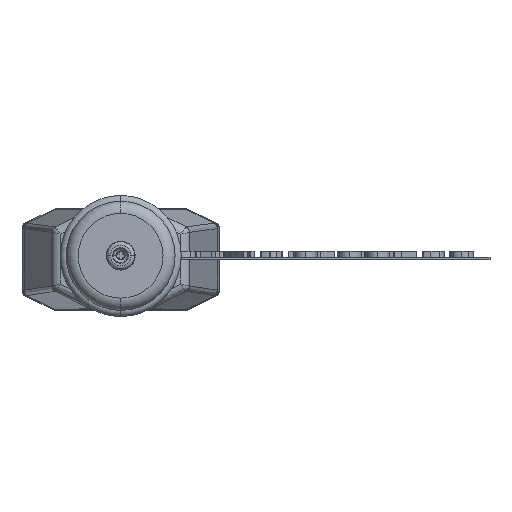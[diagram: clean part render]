
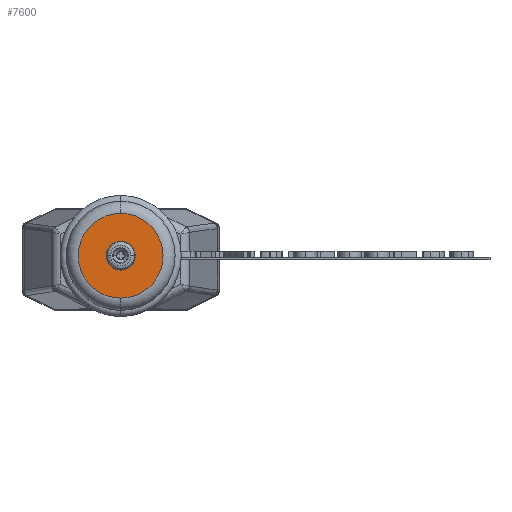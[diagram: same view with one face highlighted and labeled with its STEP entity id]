
A CAD part, top view. The second image highlights one B-rep face of the part: STEP entity #7600.
In plain terms, the highlighted planar face has unit normal (0, 0, 1).
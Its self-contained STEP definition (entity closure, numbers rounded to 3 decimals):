
#1181 = EDGE_CURVE ( 'NONE', #25418, #38259, #39558, .T. ) ;
#1320 = EDGE_CURVE ( 'NONE', #48725, #26865, #2834, .T. ) ;
#1477 = CARTESIAN_POINT ( 'NONE',  ( -3.5, 0., 0. ) ) ;
#2834 = CIRCLE ( 'NONE', #39045, 1.175 ) ;
#4122 = CARTESIAN_POINT ( 'NONE',  ( 1.175, 0., 0. ) ) ;
#4139 = DIRECTION ( 'NONE',  ( 0., 0., -1. ) ) ;
#4638 = ORIENTED_EDGE ( 'NONE', *, *, #1320, .F. ) ;
#7600 = ADVANCED_FACE ( 'NONE', ( #38222, #17545 ), #35025, .F. ) ;
#7796 = AXIS2_PLACEMENT_3D ( 'NONE', #44794, #21511, #48744 ) ;
#8403 = EDGE_CURVE ( 'NONE', #26865, #48725, #13148, .T. ) ;
#9347 = CARTESIAN_POINT ( 'NONE',  ( 0., 0., 0. ) ) ;
#11252 = ORIENTED_EDGE ( 'NONE', *, *, #8403, .F. ) ;
#11641 = ORIENTED_EDGE ( 'NONE', *, *, #30951, .T. ) ;
#13148 = CIRCLE ( 'NONE', #22981, 1.175 ) ;
#13222 = DIRECTION ( 'NONE',  ( 1., 0., 0. ) ) ;
#16115 = CARTESIAN_POINT ( 'NONE',  ( 0., 0., 0. ) ) ;
#16123 = CARTESIAN_POINT ( 'NONE',  ( -1.175, 0., 0. ) ) ;
#17545 = FACE_OUTER_BOUND ( 'NONE', #48083, .T. ) ;
#17549 = AXIS2_PLACEMENT_3D ( 'NONE', #16115, #43313, #20024 ) ;
#18726 = CARTESIAN_POINT ( 'NONE',  ( 0., 0., 0. ) ) ;
#20024 = DIRECTION ( 'NONE',  ( 1., 0., 0. ) ) ;
#21511 = DIRECTION ( 'NONE',  ( 0., 0., 1. ) ) ;
#21669 = AXIS2_PLACEMENT_3D ( 'NONE', #27362, #4139, #31286 ) ;
#22671 = DIRECTION ( 'NONE',  ( 1., 0., 0. ) ) ;
#22981 = AXIS2_PLACEMENT_3D ( 'NONE', #9347, #36544, #13222 ) ;
#24354 = ORIENTED_EDGE ( 'NONE', *, *, #1181, .T. ) ;
#25404 = EDGE_LOOP ( 'NONE', ( #11252, #4638 ) ) ;
#25418 = VERTEX_POINT ( 'NONE', #1477 ) ;
#26865 = VERTEX_POINT ( 'NONE', #4122 ) ;
#27362 = CARTESIAN_POINT ( 'NONE',  ( 0., 0., 0. ) ) ;
#30951 = EDGE_CURVE ( 'NONE', #38259, #25418, #39903, .T. ) ;
#31286 = DIRECTION ( 'NONE',  ( -1., 0., 0. ) ) ;
#31972 = CARTESIAN_POINT ( 'NONE',  ( 3.5, 0., 0. ) ) ;
#35025 = PLANE ( 'NONE',  #21669 ) ;
#36544 = DIRECTION ( 'NONE',  ( 0., 0., 1. ) ) ;
#38222 = FACE_BOUND ( 'NONE', #25404, .T. ) ;
#38259 = VERTEX_POINT ( 'NONE', #31972 ) ;
#39045 = AXIS2_PLACEMENT_3D ( 'NONE', #18726, #45982, #22671 ) ;
#39558 = CIRCLE ( 'NONE', #7796, 3.5 ) ;
#39903 = CIRCLE ( 'NONE', #17549, 3.5 ) ;
#43313 = DIRECTION ( 'NONE',  ( 0., 0., 1. ) ) ;
#44794 = CARTESIAN_POINT ( 'NONE',  ( 0., 0., 0. ) ) ;
#45982 = DIRECTION ( 'NONE',  ( 0., 0., 1. ) ) ;
#48083 = EDGE_LOOP ( 'NONE', ( #11641, #24354 ) ) ;
#48725 = VERTEX_POINT ( 'NONE', #16123 ) ;
#48744 = DIRECTION ( 'NONE',  ( 1., 0., 0. ) ) ;
